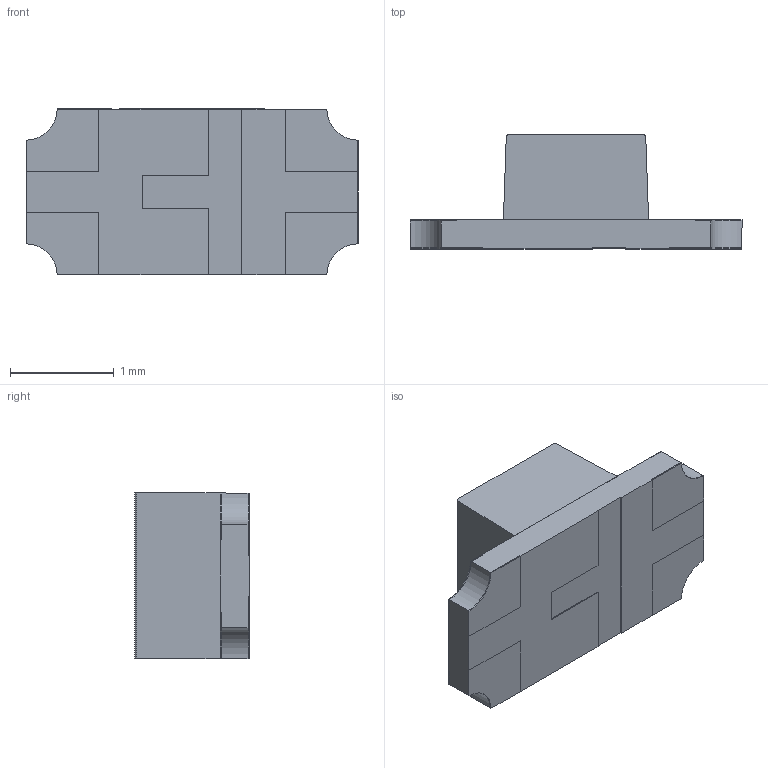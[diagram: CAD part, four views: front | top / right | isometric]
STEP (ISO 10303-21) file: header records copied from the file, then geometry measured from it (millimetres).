
FILE_DESCRIPTION (( 'STEP AP203' ), '1' );
FILE_NAME ('156120M173000.STEP', '2021-12-21T07:26:14', ( '' ), ( '' ), 'SwSTEP 2.0', 'SolidWorks 2018', '' );
FILE_SCHEMA (( 'CONFIG_CONTROL_DESIGN' ));
Length unit declared in the file: millimetre
Products named in the file (1): 156120M173000
Bounding box: 3.2 x 1.1 x 1.6 mm (x, y, z)
Volume: 3.1 mm3; surface area: 26.1 mm2
Topology: 11 solids, 11 shells, 141 faces, 354 edges, 236 vertices
Faces by surface type: plane 111, cylinder 30
Entity records: 4245 total; most frequent: CARTESIAN_POINT 732, ORIENTED_EDGE 708, DIRECTION 698, EDGE_CURVE 354, VECTOR 294, LINE 294, VERTEX_POINT 236, AXIS2_PLACEMENT_3D 202
